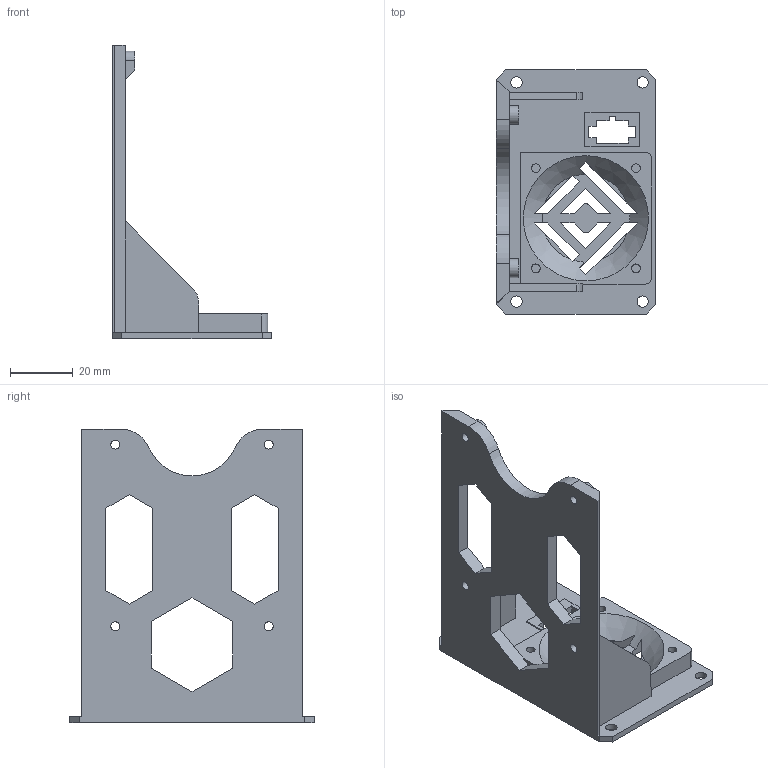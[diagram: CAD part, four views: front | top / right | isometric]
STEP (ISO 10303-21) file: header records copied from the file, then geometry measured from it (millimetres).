
FILE_DESCRIPTION(/* description */ (''),/* implementation_level */ '2;1');
FILE_NAME(/* name */ 'CPU Tray - RPi with Fan and SPI.step',/* time_stamp */ '2022-10-25T10:44:30-05:00',/* author */ (''),/* organization */ (''),/* preprocessor_version */ 'ST-DEVELOPER v19.2',/* originating_system */ 'Autodesk Translation Framework v11.17.0.187',/* authorisation */ '');
FILE_SCHEMA (('AUTOMOTIVE_DESIGN { 1 0 10303 214 3 1 1 }'));
Length unit declared in the file: millimetre
Products named in the file (1): CPU Tray - RPi with Fan and SPI
Bounding box: 51 x 78 x 93.9 mm (x, y, z)
Volume: 32974.5 mm3; surface area: 22931.7 mm2
Topology: 1 solids, 1 shells, 148 faces, 417 edges, 277 vertices
Faces by surface type: plane 122, cylinder 25, cone 1
Full cylindrical faces by diameter (mm): 2.8 x8, 3.6 x4
Entity records: 4831 total; most frequent: CARTESIAN_POINT 879, ORIENTED_EDGE 834, DIRECTION 757, EDGE_CURVE 417, LINE 339, VECTOR 339, VERTEX_POINT 277, AXIS2_PLACEMENT_3D 209
